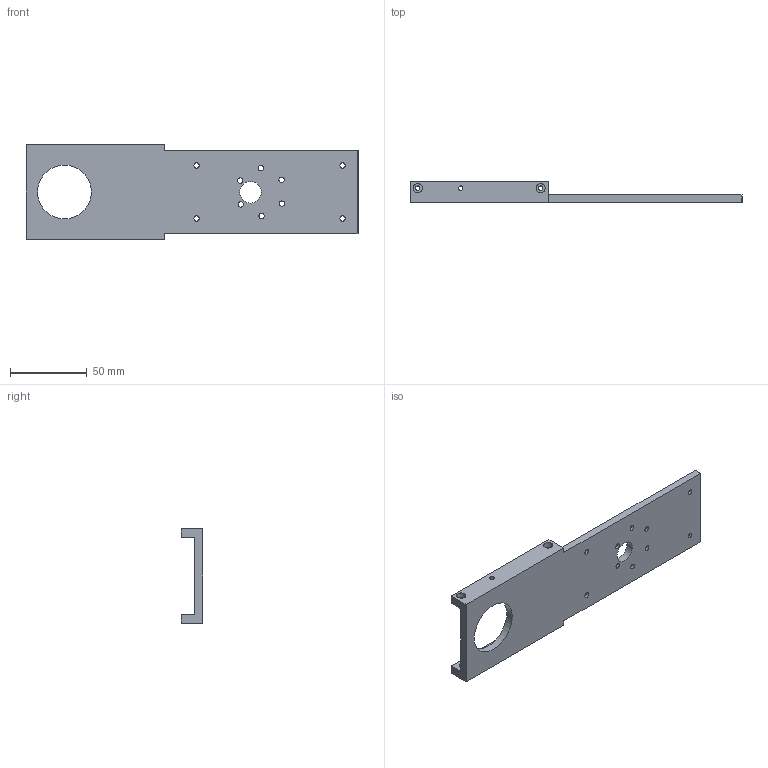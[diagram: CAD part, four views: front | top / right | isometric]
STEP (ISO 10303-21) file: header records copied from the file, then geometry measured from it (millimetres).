
FILE_DESCRIPTION(/* description */ (''),/* implementation_level */ '2;1');
FILE_NAME(/* name */ 'bottom_plate.step',/* time_stamp */ '2024-01-31T13:03:21+01:00',/* author */ (''),/* organization */ (''),/* preprocessor_version */ 'ST-DEVELOPER v20',/* originating_system */ 'Autodesk Translation Framework v12.14.0.127',/* authorisation */ '');
FILE_SCHEMA (('AUTOMOTIVE_DESIGN { 1 0 10303 214 3 1 1 }'));
Length unit declared in the file: millimetre
Products named in the file (1): bottom_plate
Bounding box: 216 x 13.7 x 61.5 mm (x, y, z)
Volume: 63943.6 mm3; surface area: 30384.8 mm2
Topology: 1 solids, 1 shells, 60 faces, 132 edges, 88 vertices
Faces by surface type: cylinder 32, plane 28
Full cylindrical faces by diameter (mm): 2.9 x6, 3.5 x10, 5.5 x6, 6 x8, 14 x1, 35 x1
Entity records: 1785 total; most frequent: DIRECTION 318, CARTESIAN_POINT 281, ORIENTED_EDGE 264, EDGE_CURVE 132, AXIS2_PLACEMENT_3D 125, EDGE_LOOP 110, VERTEX_POINT 88, LINE 68
